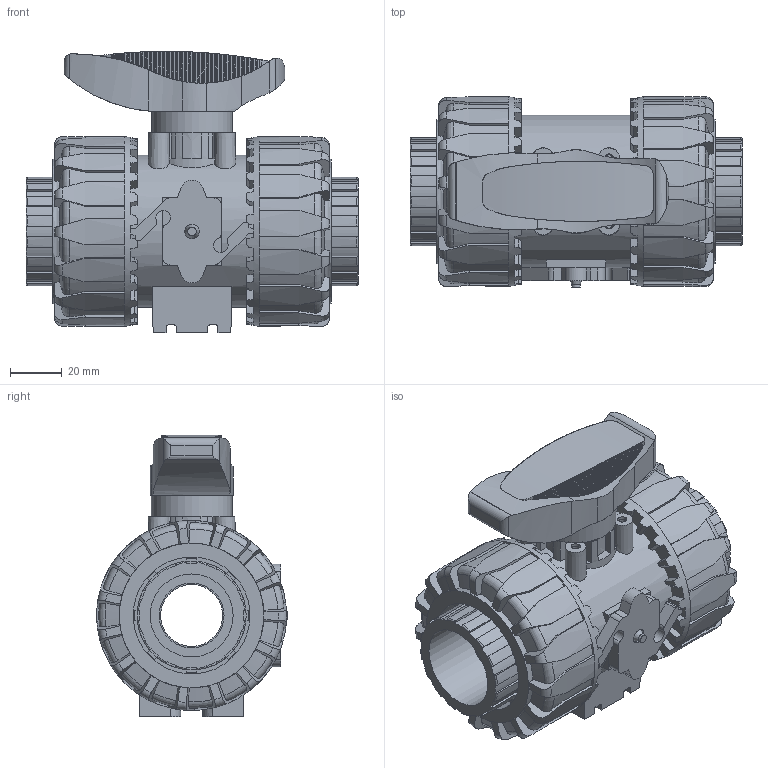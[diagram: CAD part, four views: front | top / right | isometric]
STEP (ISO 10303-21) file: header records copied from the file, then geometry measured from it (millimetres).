
FILE_DESCRIPTION(/* description */ (''),/* implementation_level */ '2;1');
FILE_NAME(/* name */ 'VKDIV032E.iam.stp',/* time_stamp */ '2014-06-09T12:48:56+02:00',/* author */ ('FBRUSA'),/* organization */ (''),/* preprocessor_version */ 'ST-DEVELOPER v15.6',/* originating_system */ 'Autodesk Inventor 2015',/* authorisation */ '');
FILE_SCHEMA (('AUTOMOTIVE_DESIGN { 1 0 10303 214 3 1 1 }'));
Length unit declared in the file: millimetre
Products named in the file (6): cassa VKD_32; Arpione 32; NTVKD032V; ENDIV032; 1MNC032; VKDIV032E
Bounding box: 128 x 73.5 x 108.43 mm (x, y, z)
Volume: 402491.6 mm3; surface area: 99589.7 mm2
Topology: 7 solids, 7 shells, 1363 faces, 3907 edges, 2587 vertices
Faces by surface type: plane 957, cylinder 244, torus 92, cone 62, bspline 8
Full cylindrical faces by diameter (mm): 2.9 x4, 3.3 x1, 3.5 x4, 4 x3, 5.5 x2, 5.584 x1, 5.7 x1, 6 x2, 23.9 x1, 25 x2, 31.225 x1, 32 x2, 42 x3, 45.1 x2, 50.7 x2, 51.3 x2, 55.8 x2, 58.8 x1
Entity records: 33735 total; most frequent: CARTESIAN_POINT 8544, DIRECTION 5557, ORIENTED_EDGE 5298, EDGE_CURVE 2649, AXIS2_PLACEMENT_3D 2218, VERTEX_POINT 1779, LINE 1121, VECTOR 1121
